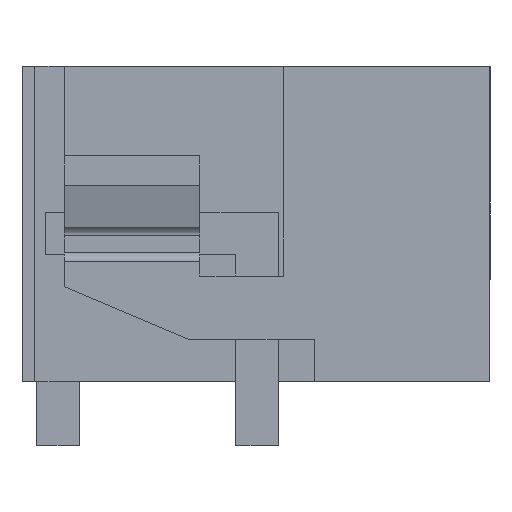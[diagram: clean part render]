
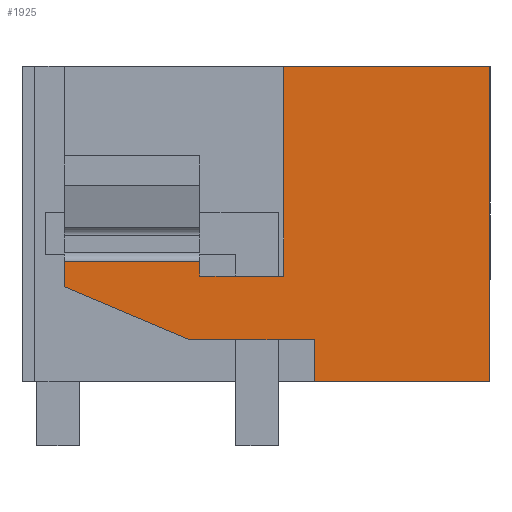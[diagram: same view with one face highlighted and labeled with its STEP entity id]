
A CAD part, left-side view. The second image highlights one B-rep face of the part: STEP entity #1925.
In plain terms, the highlighted planar face has unit normal (-1, 0, 0).
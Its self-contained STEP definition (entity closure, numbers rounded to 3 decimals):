
#1867=AXIS2_PLACEMENT_3D('Plane Axis2P3D',#1864,#1865,#1866) ;
#491=CARTESIAN_POINT('Vertex',(0.,4.875,8.95)) ;
#494=CARTESIAN_POINT('Line Origine',(0.,2.438,8.95)) ;
#498=CARTESIAN_POINT('Vertex',(0.,0.,8.95)) ;
#907=CARTESIAN_POINT('Vertex',(0.,0.,1.5)) ;
#912=CARTESIAN_POINT('Line Origine',(0.,2.075,1.5)) ;
#916=CARTESIAN_POINT('Vertex',(0.,4.15,1.5)) ;
#1655=CARTESIAN_POINT('Vertex',(0.,10.05,3.75)) ;
#1658=CARTESIAN_POINT('Line Origine',(0.,10.05,4.05)) ;
#1662=CARTESIAN_POINT('Vertex',(0.,10.05,4.35)) ;
#1849=CARTESIAN_POINT('Vertex',(0.,4.875,4.)) ;
#1852=CARTESIAN_POINT('Line Origine',(0.,4.875,6.475)) ;
#1864=CARTESIAN_POINT('Axis2P3D Location',(0.,11.05,-1.7)) ;
#1869=CARTESIAN_POINT('Line Origine',(0.,0.,5.225)) ;
#1874=CARTESIAN_POINT('Line Origine',(0.,5.863,4.)) ;
#1878=CARTESIAN_POINT('Vertex',(0.,6.85,4.)) ;
#1881=CARTESIAN_POINT('Line Origine',(0.,6.85,4.175)) ;
#1885=CARTESIAN_POINT('Vertex',(0.,6.85,4.35)) ;
#1888=CARTESIAN_POINT('Line Origine',(0.,8.45,4.35)) ;
#1893=CARTESIAN_POINT('Line Origine',(0.,8.571,3.123)) ;
#1897=CARTESIAN_POINT('Vertex',(0.,7.092,2.497)) ;
#1900=CARTESIAN_POINT('Line Origine',(0.,5.621,2.497)) ;
#1904=CARTESIAN_POINT('Vertex',(0.,4.15,2.497)) ;
#1907=CARTESIAN_POINT('Line Origine',(0.,4.15,1.998)) ;
#495=DIRECTION('Vector Direction',(0.,-1.,0.)) ;
#913=DIRECTION('Vector Direction',(0.,1.,0.)) ;
#1659=DIRECTION('Vector Direction',(0.,0.,-1.)) ;
#1853=DIRECTION('Vector Direction',(0.,0.,1.)) ;
#1865=DIRECTION('Axis2P3D Direction',(-1.,0.,0.)) ;
#1866=DIRECTION('Axis2P3D XDirection',(0.,-1.,0.)) ;
#1870=DIRECTION('Vector Direction',(0.,0.,-1.)) ;
#1875=DIRECTION('Vector Direction',(0.,1.,0.)) ;
#1882=DIRECTION('Vector Direction',(0.,0.,1.)) ;
#1889=DIRECTION('Vector Direction',(0.,-1.,0.)) ;
#1894=DIRECTION('Vector Direction',(0.,0.921,0.39)) ;
#1901=DIRECTION('Vector Direction',(0.,-1.,0.)) ;
#1908=DIRECTION('Vector Direction',(0.,0.,-1.)) ;
#496=VECTOR('Line Direction',#495,1.) ;
#914=VECTOR('Line Direction',#913,1.) ;
#1660=VECTOR('Line Direction',#1659,1.) ;
#1854=VECTOR('Line Direction',#1853,1.) ;
#1871=VECTOR('Line Direction',#1870,1.) ;
#1876=VECTOR('Line Direction',#1875,1.) ;
#1883=VECTOR('Line Direction',#1882,1.) ;
#1890=VECTOR('Line Direction',#1889,1.) ;
#1895=VECTOR('Line Direction',#1894,1.) ;
#1902=VECTOR('Line Direction',#1901,1.) ;
#1909=VECTOR('Line Direction',#1908,1.) ;
#1913=ORIENTED_EDGE('',*,*,#918,.T.) ;
#1914=ORIENTED_EDGE('',*,*,#1873,.T.) ;
#1915=ORIENTED_EDGE('',*,*,#500,.T.) ;
#1916=ORIENTED_EDGE('',*,*,#1856,.T.) ;
#1917=ORIENTED_EDGE('',*,*,#1880,.T.) ;
#1918=ORIENTED_EDGE('',*,*,#1887,.T.) ;
#1919=ORIENTED_EDGE('',*,*,#1892,.F.) ;
#1920=ORIENTED_EDGE('',*,*,#1664,.T.) ;
#1921=ORIENTED_EDGE('',*,*,#1899,.T.) ;
#1922=ORIENTED_EDGE('',*,*,#1906,.T.) ;
#1923=ORIENTED_EDGE('',*,*,#1911,.T.) ;
#1925=ADVANCED_FACE('HOUSING',(#1924),#1868,.T.) ;
#500=EDGE_CURVE('',#499,#492,#497,.F.) ;
#918=EDGE_CURVE('',#917,#908,#915,.F.) ;
#1664=EDGE_CURVE('',#1663,#1656,#1661,.T.) ;
#1856=EDGE_CURVE('',#492,#1850,#1855,.F.) ;
#1873=EDGE_CURVE('',#908,#499,#1872,.F.) ;
#1880=EDGE_CURVE('',#1850,#1879,#1877,.T.) ;
#1887=EDGE_CURVE('',#1879,#1886,#1884,.T.) ;
#1892=EDGE_CURVE('',#1663,#1886,#1891,.T.) ;
#1899=EDGE_CURVE('',#1656,#1898,#1896,.F.) ;
#1906=EDGE_CURVE('',#1898,#1905,#1903,.T.) ;
#1911=EDGE_CURVE('',#1905,#917,#1910,.T.) ;
#1912=EDGE_LOOP('',(#1913,#1914,#1915,#1916,#1917,#1918,#1919,#1920,#1921,#1922,#1923)) ;
#1924=FACE_OUTER_BOUND('',#1912,.T.) ;
#497=LINE('Line',#494,#496) ;
#915=LINE('Line',#912,#914) ;
#1661=LINE('Line',#1658,#1660) ;
#1855=LINE('Line',#1852,#1854) ;
#1872=LINE('Line',#1869,#1871) ;
#1877=LINE('Line',#1874,#1876) ;
#1884=LINE('Line',#1881,#1883) ;
#1891=LINE('Line',#1888,#1890) ;
#1896=LINE('Line',#1893,#1895) ;
#1903=LINE('Line',#1900,#1902) ;
#1910=LINE('Line',#1907,#1909) ;
#1868=PLANE('',#1867) ;
#492=VERTEX_POINT('',#491) ;
#499=VERTEX_POINT('',#498) ;
#908=VERTEX_POINT('',#907) ;
#917=VERTEX_POINT('',#916) ;
#1656=VERTEX_POINT('',#1655) ;
#1663=VERTEX_POINT('',#1662) ;
#1850=VERTEX_POINT('',#1849) ;
#1879=VERTEX_POINT('',#1878) ;
#1886=VERTEX_POINT('',#1885) ;
#1898=VERTEX_POINT('',#1897) ;
#1905=VERTEX_POINT('',#1904) ;
